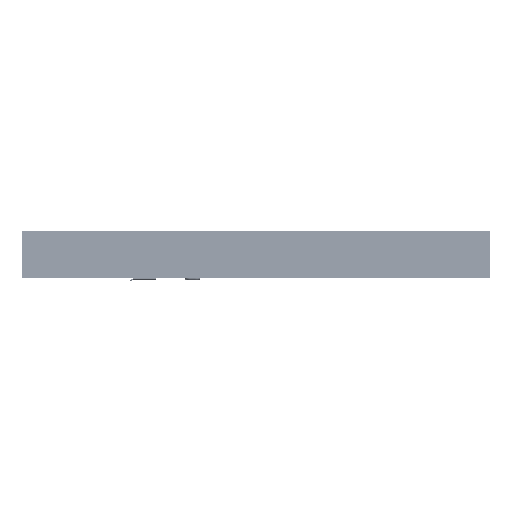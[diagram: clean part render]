
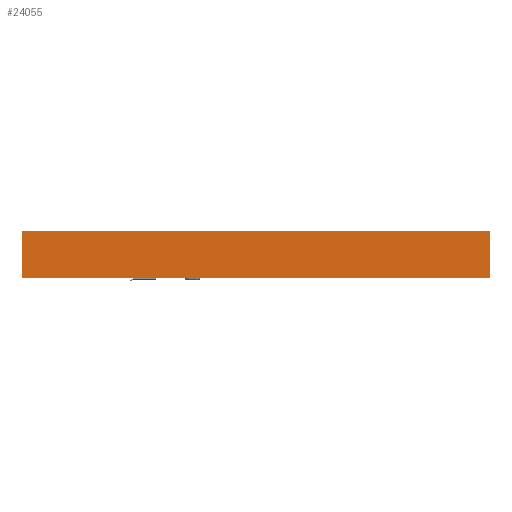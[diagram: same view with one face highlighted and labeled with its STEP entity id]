
A CAD part, left-side view. The second image highlights one B-rep face of the part: STEP entity #24055.
In plain terms, the highlighted planar face has unit normal (-1, 0, 0).
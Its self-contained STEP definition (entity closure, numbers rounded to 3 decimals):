
#4831=FACE_OUTER_BOUND('',#7146,.T.);
#7146=EDGE_LOOP('',(#22095,#22096,#22097,#22098));
#8770=LINE('',#40186,#10415);
#8788=LINE('',#40223,#10433);
#8789=LINE('',#40224,#10434);
#8790=LINE('',#40225,#10435);
#10415=VECTOR('',#33715,10.);
#10433=VECTOR('',#33749,10.);
#10434=VECTOR('',#33750,10.);
#10435=VECTOR('',#33751,10.);
#12577=VERTEX_POINT('',#40183);
#12578=VERTEX_POINT('',#40185);
#12588=VERTEX_POINT('',#40221);
#12589=VERTEX_POINT('',#40222);
#15742=EDGE_CURVE('',#12577,#12578,#8770,.T.);
#15760=EDGE_CURVE('',#12588,#12589,#8788,.T.);
#15761=EDGE_CURVE('',#12588,#12578,#8789,.T.);
#15762=EDGE_CURVE('',#12589,#12577,#8790,.T.);
#22095=ORIENTED_EDGE('',*,*,#15760,.F.);
#22096=ORIENTED_EDGE('',*,*,#15761,.T.);
#22097=ORIENTED_EDGE('',*,*,#15742,.F.);
#22098=ORIENTED_EDGE('',*,*,#15762,.F.);
#22492=PLANE('',#26768);
#24055=ADVANCED_FACE('',(#4831),#22492,.T.);
#26768=AXIS2_PLACEMENT_3D('',#40220,#33747,#33748);
#33715=DIRECTION('',(0.,-1.,0.));
#33747=DIRECTION('center_axis',(-1.,0.,0.));
#33748=DIRECTION('ref_axis',(0.,-1.,0.));
#33749=DIRECTION('',(0.,1.,0.));
#33750=DIRECTION('',(0.,0.,1.));
#33751=DIRECTION('',(0.,0.,1.));
#40183=CARTESIAN_POINT('',(-44.052,53.052,10.));
#40185=CARTESIAN_POINT('',(-44.052,-46.948,10.));
#40186=CARTESIAN_POINT('',(-44.052,-46.948,10.));
#40220=CARTESIAN_POINT('Origin',(-44.052,53.052,0.));
#40221=CARTESIAN_POINT('',(-44.052,-46.948,0.));
#40222=CARTESIAN_POINT('',(-44.052,53.052,0.));
#40223=CARTESIAN_POINT('',(-44.052,-46.948,0.));
#40224=CARTESIAN_POINT('',(-44.052,-46.948,0.));
#40225=CARTESIAN_POINT('',(-44.052,53.052,0.));
